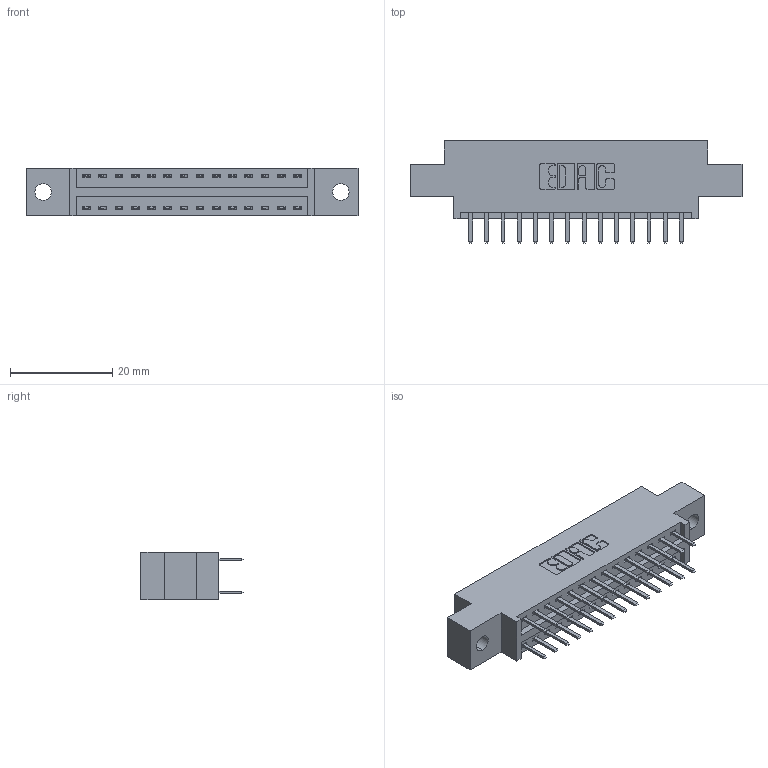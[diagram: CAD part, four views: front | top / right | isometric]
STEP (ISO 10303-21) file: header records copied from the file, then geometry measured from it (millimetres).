
FILE_DESCRIPTION (( 'STEP AP203' ), '1' );
FILE_NAME ('396-028-520-802.STEP', '2019-11-01T19:14:50', ( '' ), ( '' ), 'SwSTEP 2.0', 'SolidWorks 2016', '' );
FILE_SCHEMA (( 'CONFIG_CONTROL_DESIGN' ));
Length unit declared in the file: inch
Products named in the file (3): 345-292-001_345-293-120; 396-028-520-802; 346 Part_0.170 Offset - 0.128 Dia
Assembly tree (29 placements, depth 2):
  396-028-520-802
    346 Part_0.170 Offset - 0.128 Dia
    345-292-001_345-293-120  x28
Bounding box: 65.02 x 20.02 x 9.4 mm (x, y, z)
Volume: 5919.6 mm3; surface area: 7578.3 mm2
Topology: 29 solids, 29 shells, 1694 faces, 4905 edges, 3194 vertices
Faces by surface type: plane 1116, cylinder 578
Entity records: 13155 total; most frequent: CARTESIAN_POINT 2220, ORIENTED_EDGE 2142, DIRECTION 1995, EDGE_CURVE 1071, VECTOR 879, LINE 879, VERTEX_POINT 710, AXIS2_PLACEMENT_3D 558
